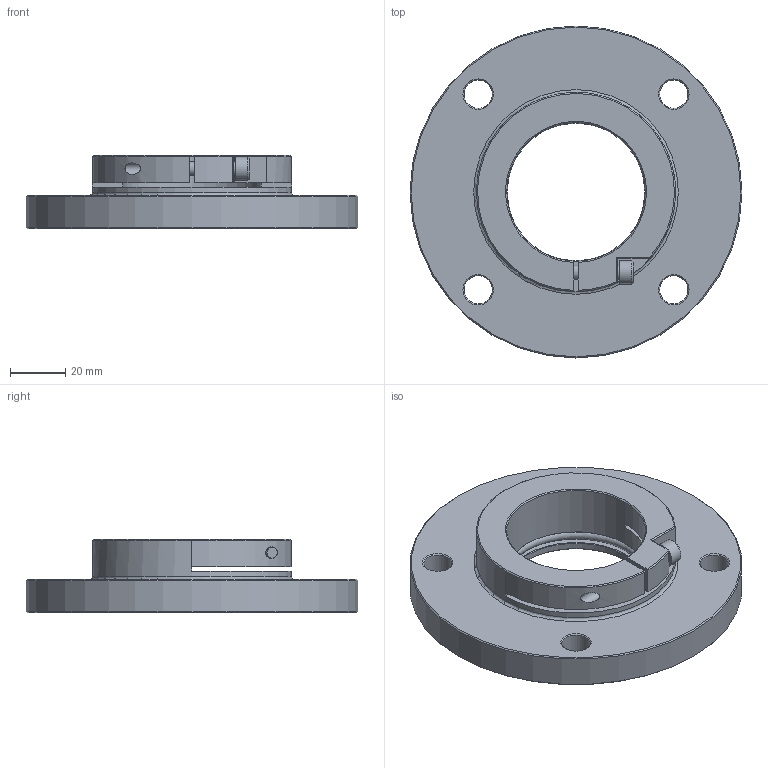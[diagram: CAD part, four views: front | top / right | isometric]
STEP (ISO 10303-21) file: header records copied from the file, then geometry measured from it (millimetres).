
FILE_DESCRIPTION(/* description */ (''),/* implementation_level */ '2;1');
FILE_NAME(/* name */ '784-600-G1S - Adjustable Flange, Round (Outline Model rev. A).stp',/* time_stamp */ '2026-03-11T11:54:29-04:00',/* author */ (''),/* organization */ (''),/* preprocessor_version */ 'ST-DEVELOPER v20',/* originating_system */ 'SIEMENS PLM Software NX2406.8100',/* authorisation */ '');
FILE_SCHEMA (('AUTOMOTIVE_DESIGN { 1 0 10303 214 3 1 1 1 }'));
Length unit declared in the file: millimetre
Products named in the file (4): 144-108_1_1-SCREW M5 x 30mm LG SOC HD CAP SS; 031606_A_1; 784-557-P1_1_1-Adjustable Flange_ Round; 784-600-G1S-Adjustable Flange_ Round
Assembly tree (3 placements, depth 2):
  784-600-G1S-Adjustable Flange_ Round
    784-557-P1_1_1-Adjustable Flange_ Round
    031606_A_1
    144-108_1_1-SCREW M5 x 30mm LG SOC HD CAP SS
Bounding box: 120 x 120 x 26.5 mm (x, y, z)
Volume: 135609.6 mm3; surface area: 36881 mm2
Topology: 3 solids, 3 shells, 68 faces, 158 edges, 96 vertices
Faces by surface type: plane 26, cone 21, cylinder 17, torus 4
Full cylindrical faces by diameter (mm): 4.2 x2, 5 x1, 8.5 x1, 10.2 x4, 50.2 x2, 56 x1, 72 x1, 120 x1
Entity records: 1814 total; most frequent: CARTESIAN_POINT 313, DIRECTION 305, ORIENTED_EDGE 228, AXIS2_PLACEMENT_3D 128, EDGE_LOOP 115, EDGE_CURVE 114, FACE_BOUND 92, VERTEX_POINT 90
